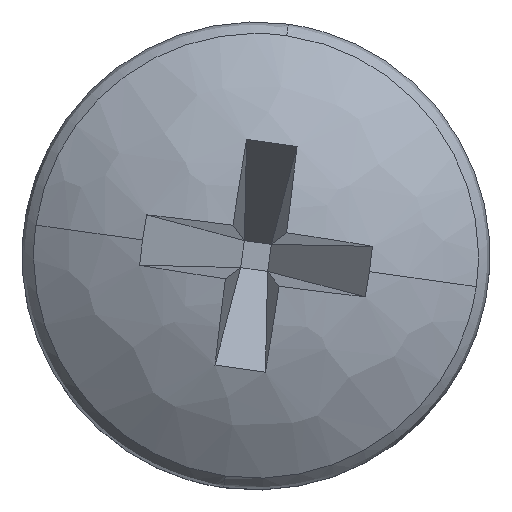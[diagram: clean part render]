
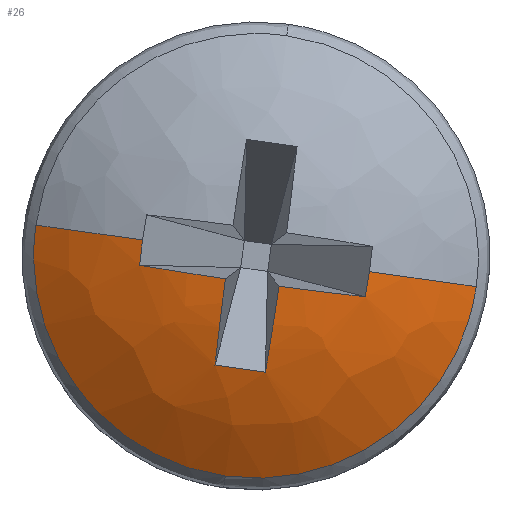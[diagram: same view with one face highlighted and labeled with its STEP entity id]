
A CAD part, top view. The second image highlights one B-rep face of the part: STEP entity #26.
In plain terms, the highlighted free-form (B-spline) face has degree [2, 2] with [9, 5] control points.
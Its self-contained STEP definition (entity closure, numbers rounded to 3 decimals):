
#26=ADVANCED_FACE('',(#49),#341,.T.);
#49=FACE_OUTER_BOUND('',#72,.T.);
#72=EDGE_LOOP('',(#106,#107,#108,#109,#110,#111,#112,#113,#114,#115,#116));
#106=ORIENTED_EDGE('',*,*,#194,.F.);
#107=ORIENTED_EDGE('',*,*,#223,.T.);
#108=ORIENTED_EDGE('',*,*,#204,.T.);
#109=ORIENTED_EDGE('',*,*,#227,.T.);
#110=ORIENTED_EDGE('',*,*,#212,.T.);
#111=ORIENTED_EDGE('',*,*,#235,.T.);
#112=ORIENTED_EDGE('',*,*,#233,.T.);
#113=ORIENTED_EDGE('',*,*,#236,.T.);
#114=ORIENTED_EDGE('',*,*,#207,.T.);
#115=ORIENTED_EDGE('',*,*,#226,.T.);
#116=ORIENTED_EDGE('',*,*,#205,.T.);
#194=EDGE_CURVE('',#294,#295,#260,.T.);
#204=EDGE_CURVE('',#304,#305,#270,.T.);
#205=EDGE_CURVE('',#312,#295,#271,.T.);
#207=EDGE_CURVE('',#310,#311,#273,.T.);
#212=EDGE_CURVE('',#306,#307,#274,.T.);
#223=EDGE_CURVE('',#294,#304,#281,.T.);
#226=EDGE_CURVE('',#311,#312,#284,.T.);
#227=EDGE_CURVE('',#305,#306,#285,.T.);
#233=EDGE_CURVE('',#308,#309,#287,.T.);
#235=EDGE_CURVE('',#307,#308,#288,.T.);
#236=EDGE_CURVE('',#309,#310,#289,.T.);
#260=(
BOUNDED_CURVE()
B_SPLINE_CURVE(2,(#1032,#1033,#1034),.UNSPECIFIED.,.F.,.F.)
B_SPLINE_CURVE_WITH_KNOTS((3,3),(-5.97,0.),.UNSPECIFIED.)
CURVE()
GEOMETRIC_REPRESENTATION_ITEM()
RATIONAL_B_SPLINE_CURVE((1.,0.707,1.))
REPRESENTATION_ITEM('')
);
#270=(
BOUNDED_CURVE()
B_SPLINE_CURVE(2,(#1066,#1067,#1068),.UNSPECIFIED.,.F.,.F.)
B_SPLINE_CURVE_WITH_KNOTS((3,3),(0.,2.071),.UNSPECIFIED.)
CURVE()
GEOMETRIC_REPRESENTATION_ITEM()
RATIONAL_B_SPLINE_CURVE((1.,0.987,1.))
REPRESENTATION_ITEM('')
);
#271=(
BOUNDED_CURVE()
B_SPLINE_CURVE(2,(#1069,#1070,#1071),.UNSPECIFIED.,.F.,.F.)
B_SPLINE_CURVE_WITH_KNOTS((3,3),(-2.071,0.),.UNSPECIFIED.)
CURVE()
GEOMETRIC_REPRESENTATION_ITEM()
RATIONAL_B_SPLINE_CURVE((1.,0.987,1.))
REPRESENTATION_ITEM('')
);
#273=(
BOUNDED_CURVE()
B_SPLINE_CURVE(2,(#1075,#1076,#1077),.UNSPECIFIED.,.F.,.F.)
B_SPLINE_CURVE_WITH_KNOTS((3,3),(-1.516,0.),.UNSPECIFIED.)
CURVE()
GEOMETRIC_REPRESENTATION_ITEM()
RATIONAL_B_SPLINE_CURVE((1.,0.993,1.))
REPRESENTATION_ITEM('')
);
#274=(
BOUNDED_CURVE()
B_SPLINE_CURVE(2,(#1086,#1087,#1088),.UNSPECIFIED.,.F.,.F.)
B_SPLINE_CURVE_WITH_KNOTS((3,3),(-1.516,0.),.UNSPECIFIED.)
CURVE()
GEOMETRIC_REPRESENTATION_ITEM()
RATIONAL_B_SPLINE_CURVE((1.,0.993,1.))
REPRESENTATION_ITEM('')
);
#281=(
BOUNDED_CURVE()
B_SPLINE_CURVE(2,(#1121,#1122,#1123),.UNSPECIFIED.,.F.,.F.)
B_SPLINE_CURVE_WITH_KNOTS((3,3),(0.,5.97),.UNSPECIFIED.)
CURVE()
GEOMETRIC_REPRESENTATION_ITEM()
RATIONAL_B_SPLINE_CURVE((1.,0.707,1.))
REPRESENTATION_ITEM('')
);
#284=(
BOUNDED_CURVE()
B_SPLINE_CURVE(2,(#1132,#1133,#1134),.UNSPECIFIED.,.F.,.F.)
B_SPLINE_CURVE_WITH_KNOTS((3,3),(0.,0.436),.UNSPECIFIED.)
CURVE()
GEOMETRIC_REPRESENTATION_ITEM()
RATIONAL_B_SPLINE_CURVE((1.,0.999,1.))
REPRESENTATION_ITEM('')
);
#285=(
BOUNDED_CURVE()
B_SPLINE_CURVE(2,(#1135,#1136,#1137),.UNSPECIFIED.,.F.,.F.)
B_SPLINE_CURVE_WITH_KNOTS((3,3),(0.,0.436),.UNSPECIFIED.)
CURVE()
GEOMETRIC_REPRESENTATION_ITEM()
RATIONAL_B_SPLINE_CURVE((1.,0.999,1.))
REPRESENTATION_ITEM('')
);
#287=(
BOUNDED_CURVE()
B_SPLINE_CURVE(2,(#1149,#1150,#1151),.UNSPECIFIED.,.F.,.F.)
B_SPLINE_CURVE_WITH_KNOTS((3,3),(0.,0.871),.UNSPECIFIED.)
CURVE()
GEOMETRIC_REPRESENTATION_ITEM()
RATIONAL_B_SPLINE_CURVE((1.,0.997,1.))
REPRESENTATION_ITEM('')
);
#288=(
BOUNDED_CURVE()
B_SPLINE_CURVE(2,(#1154,#1155,#1156),.UNSPECIFIED.,.F.,.F.)
B_SPLINE_CURVE_WITH_KNOTS((3,3),(-1.516,0.),.UNSPECIFIED.)
CURVE()
GEOMETRIC_REPRESENTATION_ITEM()
RATIONAL_B_SPLINE_CURVE((1.,0.993,1.))
REPRESENTATION_ITEM('')
);
#289=(
BOUNDED_CURVE()
B_SPLINE_CURVE(2,(#1157,#1158,#1159),.UNSPECIFIED.,.F.,.F.)
B_SPLINE_CURVE_WITH_KNOTS((3,3),(-1.516,0.),.UNSPECIFIED.)
CURVE()
GEOMETRIC_REPRESENTATION_ITEM()
RATIONAL_B_SPLINE_CURVE((1.,0.993,1.))
REPRESENTATION_ITEM('')
);
#294=VERTEX_POINT('',#1000);
#295=VERTEX_POINT('',#1001);
#304=VERTEX_POINT('',#1010);
#305=VERTEX_POINT('',#1011);
#306=VERTEX_POINT('',#1012);
#307=VERTEX_POINT('',#1013);
#308=VERTEX_POINT('',#1014);
#309=VERTEX_POINT('',#1015);
#310=VERTEX_POINT('',#1016);
#311=VERTEX_POINT('',#1017);
#312=VERTEX_POINT('',#1018);
#341=(
BOUNDED_SURFACE()
B_SPLINE_SURFACE(2,2,((#777,#778,#779,#780,#781),(#782,#783,#784,#785,#786),
(#787,#788,#789,#790,#791),(#792,#793,#794,#795,#796),(#797,#798,#799,#800,
#801),(#802,#803,#804,#805,#806),(#807,#808,#809,#810,#811),(#812,#813,
#814,#815,#816),(#817,#818,#819,#820,#821)),.UNSPECIFIED.,.T.,.F.,.F.)
B_SPLINE_SURFACE_WITH_KNOTS((3,2,2,2,3),(3,2,3),(0.,1.571,3.142,
4.712,6.283),(-1.571,0.,1.571),
 .UNSPECIFIED.)
GEOMETRIC_REPRESENTATION_ITEM()
RATIONAL_B_SPLINE_SURFACE(((1.,0.707,1.,0.707,1.),
(0.707,0.5,0.707,0.5,0.707),(1.,0.707,
1.,0.707,1.),(0.707,0.5,0.707,0.5,0.707),
(1.,0.707,1.,0.707,1.),(0.707,0.5,0.707,
0.5,0.707),(1.,0.707,1.,0.707,1.),(0.707,
0.5,0.707,0.5,0.707),(1.,0.707,1.,0.707,
1.)))
REPRESENTATION_ITEM('')
SURFACE()
);
#777=CARTESIAN_POINT('',(0.,0.,0.));
#778=CARTESIAN_POINT('',(0.,0.,6.5));
#779=CARTESIAN_POINT('',(6.5,0.,6.5));
#780=CARTESIAN_POINT('',(13.,0.,6.5));
#781=CARTESIAN_POINT('',(13.,0.,0.));
#782=CARTESIAN_POINT('',(0.,0.,0.));
#783=CARTESIAN_POINT('',(0.,-6.5,6.5));
#784=CARTESIAN_POINT('',(6.5,-6.5,6.5));
#785=CARTESIAN_POINT('',(13.,-6.5,6.5));
#786=CARTESIAN_POINT('',(13.,0.,0.));
#787=CARTESIAN_POINT('',(0.,0.,0.));
#788=CARTESIAN_POINT('',(0.,-6.5,0.));
#789=CARTESIAN_POINT('',(6.5,-6.5,0.));
#790=CARTESIAN_POINT('',(13.,-6.5,0.));
#791=CARTESIAN_POINT('',(13.,0.,0.));
#792=CARTESIAN_POINT('',(0.,0.,0.));
#793=CARTESIAN_POINT('',(0.,-6.5,-6.5));
#794=CARTESIAN_POINT('',(6.5,-6.5,-6.5));
#795=CARTESIAN_POINT('',(13.,-6.5,-6.5));
#796=CARTESIAN_POINT('',(13.,0.,0.));
#797=CARTESIAN_POINT('',(0.,0.,0.));
#798=CARTESIAN_POINT('',(0.,0.,-6.5));
#799=CARTESIAN_POINT('',(6.5,0.,-6.5));
#800=CARTESIAN_POINT('',(13.,0.,-6.5));
#801=CARTESIAN_POINT('',(13.,0.,0.));
#802=CARTESIAN_POINT('',(0.,0.,0.));
#803=CARTESIAN_POINT('',(0.,6.5,-6.5));
#804=CARTESIAN_POINT('',(6.5,6.5,-6.5));
#805=CARTESIAN_POINT('',(13.,6.5,-6.5));
#806=CARTESIAN_POINT('',(13.,0.,0.));
#807=CARTESIAN_POINT('',(0.,0.,0.));
#808=CARTESIAN_POINT('',(0.,6.5,0.));
#809=CARTESIAN_POINT('',(6.5,6.5,0.));
#810=CARTESIAN_POINT('',(13.,6.5,0.));
#811=CARTESIAN_POINT('',(13.,0.,0.));
#812=CARTESIAN_POINT('',(0.,0.,0.));
#813=CARTESIAN_POINT('',(0.,6.5,6.5));
#814=CARTESIAN_POINT('',(6.5,6.5,6.5));
#815=CARTESIAN_POINT('',(13.,6.5,6.5));
#816=CARTESIAN_POINT('',(13.,0.,0.));
#817=CARTESIAN_POINT('',(0.,0.,0.));
#818=CARTESIAN_POINT('',(0.,0.,6.5));
#819=CARTESIAN_POINT('',(6.5,0.,6.5));
#820=CARTESIAN_POINT('',(13.,0.,6.5));
#821=CARTESIAN_POINT('',(13.,0.,0.));
#1000=CARTESIAN_POINT('',(1.227,0.,-3.801));
#1001=CARTESIAN_POINT('',(1.227,3.801,0.));
#1010=CARTESIAN_POINT('',(1.227,-3.801,0.));
#1011=CARTESIAN_POINT('',(0.302,-1.958,0.));
#1012=CARTESIAN_POINT('',(0.314,-1.948,-0.435));
#1013=CARTESIAN_POINT('',(0.033,-0.462,-0.462));
#1014=CARTESIAN_POINT('',(0.314,-0.435,-1.948));
#1015=CARTESIAN_POINT('',(0.314,0.435,-1.948));
#1016=CARTESIAN_POINT('',(0.033,0.462,-0.462));
#1017=CARTESIAN_POINT('',(0.314,1.948,-0.435));
#1018=CARTESIAN_POINT('',(0.302,1.958,0.));
#1032=CARTESIAN_POINT('',(1.227,0.,-3.801));
#1033=CARTESIAN_POINT('',(1.227,3.801,-3.801));
#1034=CARTESIAN_POINT('',(1.227,3.801,0.));
#1066=CARTESIAN_POINT('',(1.227,-3.801,0.));
#1067=CARTESIAN_POINT('',(0.616,-2.953,0.));
#1068=CARTESIAN_POINT('',(0.302,-1.958,0.));
#1069=CARTESIAN_POINT('',(0.302,1.958,0.));
#1070=CARTESIAN_POINT('',(0.616,2.953,0.));
#1071=CARTESIAN_POINT('',(1.227,3.801,0.));
#1075=CARTESIAN_POINT('',(0.033,0.462,-0.462));
#1076=CARTESIAN_POINT('',(0.087,1.221,-0.457));
#1077=CARTESIAN_POINT('',(0.314,1.948,-0.435));
#1086=CARTESIAN_POINT('',(0.314,-1.948,-0.435));
#1087=CARTESIAN_POINT('',(0.087,-1.221,-0.457));
#1088=CARTESIAN_POINT('',(0.033,-0.462,-0.462));
#1121=CARTESIAN_POINT('',(1.227,0.,-3.801));
#1122=CARTESIAN_POINT('',(1.227,-3.801,-3.801));
#1123=CARTESIAN_POINT('',(1.227,-3.801,0.));
#1132=CARTESIAN_POINT('',(0.314,1.948,-0.435));
#1133=CARTESIAN_POINT('',(0.302,1.958,-0.218));
#1134=CARTESIAN_POINT('',(0.302,1.958,0.));
#1135=CARTESIAN_POINT('',(0.302,-1.958,0.));
#1136=CARTESIAN_POINT('',(0.302,-1.958,-0.218));
#1137=CARTESIAN_POINT('',(0.314,-1.948,-0.435));
#1149=CARTESIAN_POINT('',(0.314,-0.435,-1.948));
#1150=CARTESIAN_POINT('',(0.29,0.,-1.967));
#1151=CARTESIAN_POINT('',(0.314,0.435,-1.948));
#1154=CARTESIAN_POINT('',(0.033,-0.462,-0.462));
#1155=CARTESIAN_POINT('',(0.087,-0.457,-1.221));
#1156=CARTESIAN_POINT('',(0.314,-0.435,-1.948));
#1157=CARTESIAN_POINT('',(0.314,0.435,-1.948));
#1158=CARTESIAN_POINT('',(0.087,0.457,-1.221));
#1159=CARTESIAN_POINT('',(0.033,0.462,-0.462));
